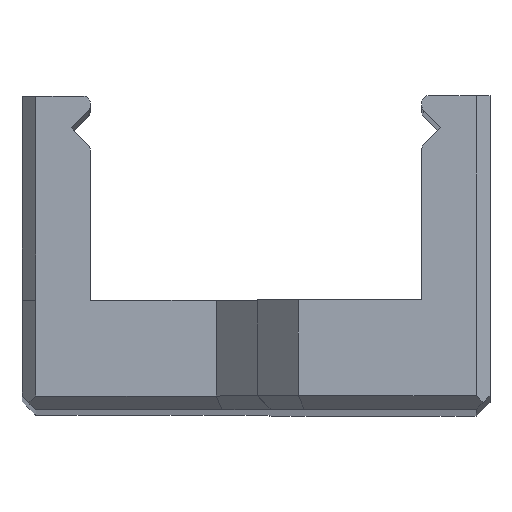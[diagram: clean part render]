
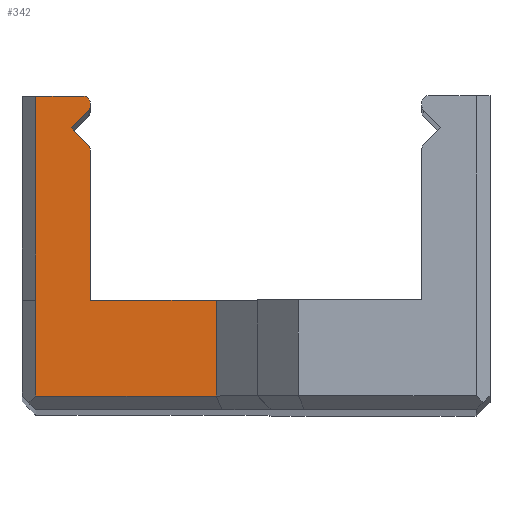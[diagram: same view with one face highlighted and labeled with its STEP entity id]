
A CAD part, top view. The second image highlights one B-rep face of the part: STEP entity #342.
In plain terms, the highlighted planar face has unit normal (0, 0, 1).
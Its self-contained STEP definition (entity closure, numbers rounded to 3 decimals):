
#96=CARTESIAN_POINT('',(-256.434,335.289,231.449));
#97=VERTEX_POINT('',#96);
#98=CARTESIAN_POINT('',(-256.434,324.324,231.449));
#99=VERTEX_POINT('',#98);
#100=CARTESIAN_POINT('',(-256.434,335.289,231.449));
#101=DIRECTION('',(0.,-1.,0.));
#102=VECTOR('',#101,10.964);
#103=LINE('',#100,#102);
#104=EDGE_CURVE('',#97,#99,#103,.T.);
#237=CARTESIAN_POINT('',(-262.122,324.324,231.449));
#238=DIRECTION('',(0.,-0.,1.));
#239=DIRECTION('',(0.,1.,0.));
#240=AXIS2_PLACEMENT_3D('',#237,#238,#239);
#241=PLANE('',#240);
#242=CARTESIAN_POINT('',(-247.235,324.324,231.449));
#243=VERTEX_POINT('',#242);
#244=CARTESIAN_POINT('',(-247.235,317.324,231.449));
#245=VERTEX_POINT('',#244);
#246=CARTESIAN_POINT('',(-247.235,324.324,231.449));
#247=DIRECTION('',(-0.,-1.,-0.));
#248=VECTOR('',#247,7.);
#249=LINE('',#246,#248);
#250=EDGE_CURVE('',#243,#245,#249,.T.);
#251=ORIENTED_EDGE('',*,*,#250,.F.);
#252=CARTESIAN_POINT('',(-256.434,324.324,231.449));
#253=DIRECTION('',(1.,0.,-0.));
#254=VECTOR('',#253,9.198);
#255=LINE('',#252,#254);
#256=EDGE_CURVE('',#99,#243,#255,.T.);
#257=ORIENTED_EDGE('',*,*,#256,.F.);
#258=ORIENTED_EDGE('',*,*,#104,.F.);
#259=CARTESIAN_POINT('',(-256.58,335.642,231.449));
#260=VERTEX_POINT('',#259);
#261=CARTESIAN_POINT('',(-256.934,335.289,231.449));
#262=DIRECTION('',(-0.,0.,-1.));
#263=DIRECTION('',(-0.,-1.,-0.));
#264=AXIS2_PLACEMENT_3D('',#261,#262,#263);
#265=CIRCLE('',#264,0.5);
#266=EDGE_CURVE('',#260,#97,#265,.T.);
#267=ORIENTED_EDGE('',*,*,#266,.F.);
#268=CARTESIAN_POINT('',(-257.848,336.91,231.449));
#269=VERTEX_POINT('',#268);
#270=CARTESIAN_POINT('',(-257.848,336.91,231.449));
#271=DIRECTION('',(0.707,-0.707,-0.));
#272=VECTOR('',#271,1.793);
#273=LINE('',#270,#272);
#274=EDGE_CURVE('',#269,#260,#273,.T.);
#275=ORIENTED_EDGE('',*,*,#274,.F.);
#276=CARTESIAN_POINT('',(-256.58,338.178,231.449));
#277=VERTEX_POINT('',#276);
#278=CARTESIAN_POINT('',(-256.58,338.178,231.449));
#279=DIRECTION('',(-0.707,-0.707,0.));
#280=VECTOR('',#279,1.793);
#281=LINE('',#278,#280);
#282=EDGE_CURVE('',#277,#269,#281,.T.);
#283=ORIENTED_EDGE('',*,*,#282,.F.);
#284=CARTESIAN_POINT('',(-256.434,338.531,231.449));
#285=VERTEX_POINT('',#284);
#286=CARTESIAN_POINT('',(-256.934,338.531,231.449));
#287=DIRECTION('',(-0.,0.,-1.));
#288=DIRECTION('',(-0.,-1.,-0.));
#289=AXIS2_PLACEMENT_3D('',#286,#287,#288);
#290=CIRCLE('',#289,0.5);
#291=EDGE_CURVE('',#285,#277,#290,.T.);
#292=ORIENTED_EDGE('',*,*,#291,.F.);
#293=CARTESIAN_POINT('',(-256.434,338.724,231.449));
#294=VERTEX_POINT('',#293);
#295=CARTESIAN_POINT('',(-256.434,338.724,231.449));
#296=DIRECTION('',(0.,-1.,0.));
#297=VECTOR('',#296,0.193);
#298=LINE('',#295,#297);
#299=EDGE_CURVE('',#294,#285,#298,.T.);
#300=ORIENTED_EDGE('',*,*,#299,.F.);
#301=CARTESIAN_POINT('',(-256.934,339.224,231.449));
#302=VERTEX_POINT('',#301);
#303=CARTESIAN_POINT('',(-256.934,338.724,231.449));
#304=DIRECTION('',(-0.,0.,-1.));
#305=DIRECTION('',(-0.,-1.,-0.));
#306=AXIS2_PLACEMENT_3D('',#303,#304,#305);
#307=CIRCLE('',#306,0.5);
#308=EDGE_CURVE('',#302,#294,#307,.T.);
#309=ORIENTED_EDGE('',*,*,#308,.F.);
#310=CARTESIAN_POINT('',(-260.434,339.224,231.449));
#311=VERTEX_POINT('',#310);
#312=CARTESIAN_POINT('',(-256.934,339.224,231.449));
#313=DIRECTION('',(-1.,-0.,0.));
#314=VECTOR('',#313,3.5);
#315=LINE('',#312,#314);
#316=EDGE_CURVE('',#302,#311,#315,.T.);
#317=ORIENTED_EDGE('',*,*,#316,.T.);
#318=CARTESIAN_POINT('',(-260.434,324.324,231.449));
#319=VERTEX_POINT('',#318);
#320=CARTESIAN_POINT('',(-260.434,324.324,231.449));
#321=DIRECTION('',(0.,1.,0.));
#322=VECTOR('',#321,14.9);
#323=LINE('',#320,#322);
#324=EDGE_CURVE('',#319,#311,#323,.T.);
#325=ORIENTED_EDGE('',*,*,#324,.F.);
#326=CARTESIAN_POINT('',(-260.434,317.324,231.449));
#327=VERTEX_POINT('',#326);
#328=CARTESIAN_POINT('',(-260.434,317.324,231.449));
#329=DIRECTION('',(0.,1.,0.));
#330=VECTOR('',#329,7.);
#331=LINE('',#328,#330);
#332=EDGE_CURVE('',#327,#319,#331,.T.);
#333=ORIENTED_EDGE('',*,*,#332,.F.);
#334=CARTESIAN_POINT('',(-247.235,317.324,231.449));
#335=DIRECTION('',(-1.,0.,0.));
#336=VECTOR('',#335,13.198);
#337=LINE('',#334,#336);
#338=EDGE_CURVE('',#245,#327,#337,.T.);
#339=ORIENTED_EDGE('',*,*,#338,.F.);
#340=EDGE_LOOP('',(#251,#257,#258,#267,#275,#283,#292,#300,#309,#317,#325,#333,#339));
#341=FACE_BOUND('',#340,.T.);
#342=ADVANCED_FACE('',(#341),#241,.T.);
